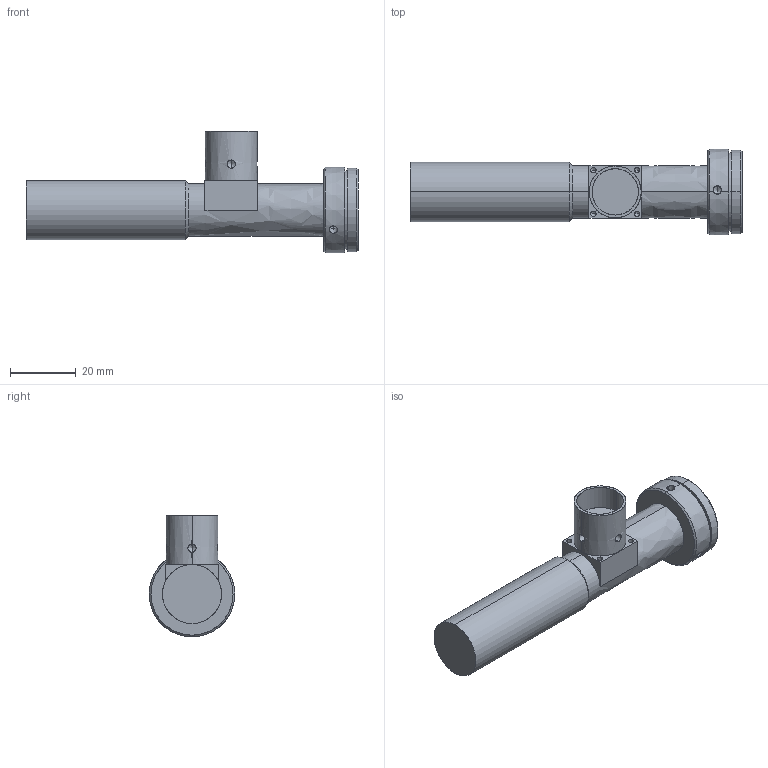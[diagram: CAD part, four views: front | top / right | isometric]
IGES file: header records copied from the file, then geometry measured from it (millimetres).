
Start section: SolidWorks IGES file using analytic representation for surfaces
Global section: file name: WWL08-130CT.IGS,1; native system: 5HSolidWorks 2017; preprocessor: SolidWorks 2017; author: Administrator; date: 191203.142846; units: millimetre
Bounding box: 101.1 x 26 x 37 mm (x, y, z)
Surface area: 8490.6 mm2 (no closed solid volume)
Topology: 0 solids, 0 shells, 76 faces, 1114 edges, 1092 vertices
Faces by surface type: revolution 64, bspline 12
